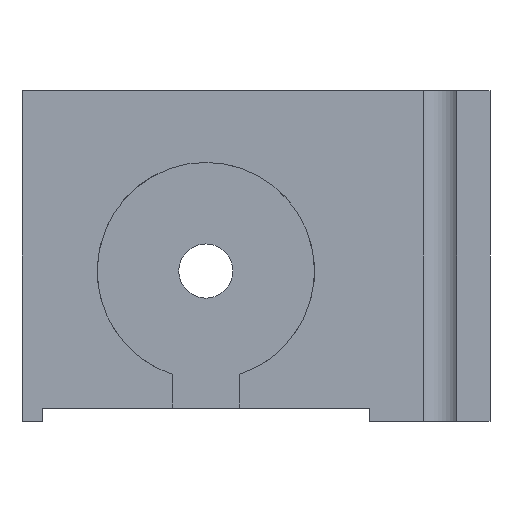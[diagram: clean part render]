
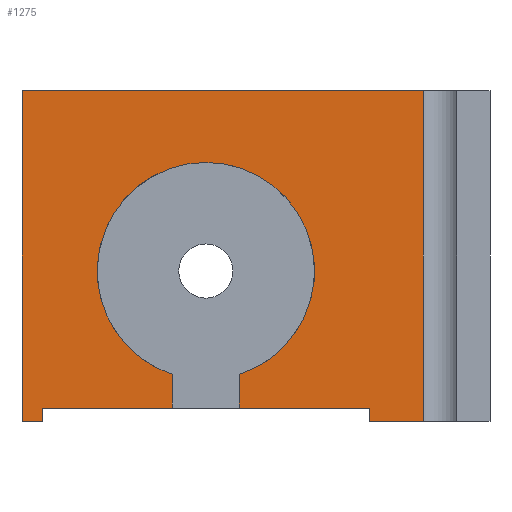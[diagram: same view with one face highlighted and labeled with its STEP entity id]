
A CAD part, left-side view. The second image highlights one B-rep face of the part: STEP entity #1275.
In plain terms, the highlighted planar face has unit normal (-1, 0, 0).
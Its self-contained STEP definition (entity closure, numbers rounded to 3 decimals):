
#72 = LINE ( 'NONE', #1081, #694 ) ;
#119 = LINE ( 'NONE', #1490, #1698 ) ;
#164 = EDGE_CURVE ( 'NONE', #4290, #1356, #119, .T. ) ;
#265 = CARTESIAN_POINT ( 'NONE',  ( -8.5, -42.5, 0. ) ) ;
#308 = DIRECTION ( 'NONE',  ( 0., 1., 0. ) ) ;
#369 = DIRECTION ( 'NONE',  ( 0., 0., -1. ) ) ;
#415 = EDGE_CURVE ( 'NONE', #1783, #3959, #552, .T. ) ;
#487 = VECTOR ( 'NONE', #2325, 1000. ) ;
#491 = VECTOR ( 'NONE', #577, 1000. ) ;
#505 = DIRECTION ( 'NONE',  ( 0., 0., 1. ) ) ;
#536 = CARTESIAN_POINT ( 'NONE',  ( -8.5, 5., 7.038 ) ) ;
#540 = ORIENTED_EDGE ( 'NONE', *, *, #1154, .F. ) ;
#541 = CARTESIAN_POINT ( 'NONE',  ( -8.5, -32.5, 49.5 ) ) ;
#552 = LINE ( 'NONE', #1871, #491 ) ;
#577 = DIRECTION ( 'NONE',  ( 0., 0., 1. ) ) ;
#694 = VECTOR ( 'NONE', #308, 1000. ) ;
#729 = VERTEX_POINT ( 'NONE', #541 ) ;
#824 = EDGE_CURVE ( 'NONE', #3148, #1157, #2378, .T. ) ;
#846 = DIRECTION ( 'NONE',  ( 0., 0., -1. ) ) ;
#858 = EDGE_CURVE ( 'NONE', #3080, #2454, #3583, .T. ) ;
#922 = AXIS2_PLACEMENT_3D ( 'NONE', #2921, #3283, #846 ) ;
#990 = CIRCLE ( 'NONE', #3733, 16.25 ) ;
#1007 = CARTESIAN_POINT ( 'NONE',  ( -8.5, 24.5, 2. ) ) ;
#1010 = ORIENTED_EDGE ( 'NONE', *, *, #415, .F. ) ;
#1046 = CARTESIAN_POINT ( 'NONE',  ( -8.5, 0., 22.5 ) ) ;
#1064 = CARTESIAN_POINT ( 'NONE',  ( -8.5, 24.5, 2. ) ) ;
#1078 = EDGE_CURVE ( 'NONE', #729, #1553, #4056, .T. ) ;
#1081 = CARTESIAN_POINT ( 'NONE',  ( -8.5, 24.5, 2. ) ) ;
#1154 = EDGE_CURVE ( 'NONE', #3959, #2064, #990, .T. ) ;
#1157 = VERTEX_POINT ( 'NONE', #3717 ) ;
#1228 = CARTESIAN_POINT ( 'NONE',  ( -8.5, -5., 7.038 ) ) ;
#1275 = ADVANCED_FACE ( 'NONE', ( #2236 ), #4274, .F. ) ;
#1356 = VERTEX_POINT ( 'NONE', #3645 ) ;
#1425 = CARTESIAN_POINT ( 'NONE',  ( -8.5, -42.5, 0. ) ) ;
#1445 = CARTESIAN_POINT ( 'NONE',  ( -8.5, 27.5, 0. ) ) ;
#1490 = CARTESIAN_POINT ( 'NONE',  ( -8.5, 27.5, 0. ) ) ;
#1504 = DIRECTION ( 'NONE',  ( 0., 1., 0. ) ) ;
#1553 = VERTEX_POINT ( 'NONE', #1751 ) ;
#1615 = CARTESIAN_POINT ( 'NONE',  ( -8.5, 0., 22.5 ) ) ;
#1685 = VERTEX_POINT ( 'NONE', #536 ) ;
#1698 = VECTOR ( 'NONE', #2873, 1000. ) ;
#1713 = CARTESIAN_POINT ( 'NONE',  ( -8.5, 5., 2. ) ) ;
#1751 = CARTESIAN_POINT ( 'NONE',  ( -8.5, -32.5, 0. ) ) ;
#1783 = VERTEX_POINT ( 'NONE', #3986 ) ;
#1870 = EDGE_CURVE ( 'NONE', #1356, #729, #3018, .T. ) ;
#1871 = CARTESIAN_POINT ( 'NONE',  ( -8.5, -5., 7.038 ) ) ;
#1889 = ORIENTED_EDGE ( 'NONE', *, *, #3201, .F. ) ;
#1910 = VECTOR ( 'NONE', #2846, 1000. ) ;
#1991 = DIRECTION ( 'NONE',  ( 0., 0., -1. ) ) ;
#1999 = ORIENTED_EDGE ( 'NONE', *, *, #3480, .T. ) ;
#2064 = VERTEX_POINT ( 'NONE', #2829 ) ;
#2126 = VECTOR ( 'NONE', #1504, 1000. ) ;
#2136 = ORIENTED_EDGE ( 'NONE', *, *, #164, .F. ) ;
#2175 = CARTESIAN_POINT ( 'NONE',  ( -8.5, -24.5, 2. ) ) ;
#2236 = FACE_OUTER_BOUND ( 'NONE', #3531, .T. ) ;
#2245 = ORIENTED_EDGE ( 'NONE', *, *, #1078, .F. ) ;
#2321 = CIRCLE ( 'NONE', #4346, 16.25 ) ;
#2325 = DIRECTION ( 'NONE',  ( 0., -1., 0. ) ) ;
#2338 = ORIENTED_EDGE ( 'NONE', *, *, #4409, .F. ) ;
#2378 = LINE ( 'NONE', #2401, #3881 ) ;
#2397 = CARTESIAN_POINT ( 'NONE',  ( -8.5, -32.5, 49.5 ) ) ;
#2401 = CARTESIAN_POINT ( 'NONE',  ( -8.5, -24.5, 2. ) ) ;
#2454 = VERTEX_POINT ( 'NONE', #4178 ) ;
#2455 = ORIENTED_EDGE ( 'NONE', *, *, #858, .F. ) ;
#2539 = CARTESIAN_POINT ( 'NONE',  ( -8.5, 5., 2. ) ) ;
#2680 = DIRECTION ( 'NONE',  ( -1., 0., 0. ) ) ;
#2728 = ORIENTED_EDGE ( 'NONE', *, *, #3317, .F. ) ;
#2752 = VERTEX_POINT ( 'NONE', #2539 ) ;
#2762 = ORIENTED_EDGE ( 'NONE', *, *, #1870, .F. ) ;
#2812 = LINE ( 'NONE', #1713, #3650 ) ;
#2829 = CARTESIAN_POINT ( 'NONE',  ( -8.5, 0., 38.75 ) ) ;
#2846 = DIRECTION ( 'NONE',  ( 0., -1., 0. ) ) ;
#2873 = DIRECTION ( 'NONE',  ( 0., 0., 1. ) ) ;
#2893 = EDGE_CURVE ( 'NONE', #1685, #2752, #2812, .T. ) ;
#2921 = CARTESIAN_POINT ( 'NONE',  ( -8.5, -42.5, 49.5 ) ) ;
#2944 = ORIENTED_EDGE ( 'NONE', *, *, #824, .T. ) ;
#2989 = ORIENTED_EDGE ( 'NONE', *, *, #2893, .F. ) ;
#3018 = LINE ( 'NONE', #4389, #487 ) ;
#3023 = DIRECTION ( 'NONE',  ( 0., 0., 1. ) ) ;
#3080 = VERTEX_POINT ( 'NONE', #1007 ) ;
#3148 = VERTEX_POINT ( 'NONE', #2175 ) ;
#3201 = EDGE_CURVE ( 'NONE', #2752, #3080, #3818, .T. ) ;
#3221 = CARTESIAN_POINT ( 'NONE',  ( -8.5, 24.5, 2. ) ) ;
#3283 = DIRECTION ( 'NONE',  ( 1., 0., 0. ) ) ;
#3315 = LINE ( 'NONE', #265, #3722 ) ;
#3317 = EDGE_CURVE ( 'NONE', #3148, #1783, #72, .T. ) ;
#3376 = VECTOR ( 'NONE', #1991, 1000. ) ;
#3430 = DIRECTION ( 'NONE',  ( 0., 0., -1. ) ) ;
#3480 = EDGE_CURVE ( 'NONE', #4290, #2454, #3315, .T. ) ;
#3531 = EDGE_LOOP ( 'NONE', ( #2136, #1999, #2455, #1889, #2989, #2338, #540, #1010, #2728, #2944, #4210, #2245, #2762 ) ) ;
#3583 = LINE ( 'NONE', #3221, #4379 ) ;
#3645 = CARTESIAN_POINT ( 'NONE',  ( -8.5, 27.5, 49.5 ) ) ;
#3650 = VECTOR ( 'NONE', #369, 1000. ) ;
#3717 = CARTESIAN_POINT ( 'NONE',  ( -8.5, -24.5, 0. ) ) ;
#3722 = VECTOR ( 'NONE', #4057, 1000. ) ;
#3733 = AXIS2_PLACEMENT_3D ( 'NONE', #1046, #2680, #3023 ) ;
#3818 = LINE ( 'NONE', #1064, #2126 ) ;
#3832 = DIRECTION ( 'NONE',  ( 0., 0., -1. ) ) ;
#3881 = VECTOR ( 'NONE', #3430, 1000. ) ;
#3929 = DIRECTION ( 'NONE',  ( -1., 0., 0. ) ) ;
#3959 = VERTEX_POINT ( 'NONE', #1228 ) ;
#3986 = CARTESIAN_POINT ( 'NONE',  ( -8.5, -5., 2. ) ) ;
#4056 = LINE ( 'NONE', #2397, #3376 ) ;
#4057 = DIRECTION ( 'NONE',  ( 0., -1., 0. ) ) ;
#4178 = CARTESIAN_POINT ( 'NONE',  ( -8.5, 24.5, 0. ) ) ;
#4182 = LINE ( 'NONE', #1425, #1910 ) ;
#4190 = EDGE_CURVE ( 'NONE', #1157, #1553, #4182, .T. ) ;
#4210 = ORIENTED_EDGE ( 'NONE', *, *, #4190, .T. ) ;
#4274 = PLANE ( 'NONE',  #922 ) ;
#4290 = VERTEX_POINT ( 'NONE', #1445 ) ;
#4346 = AXIS2_PLACEMENT_3D ( 'NONE', #1615, #3929, #505 ) ;
#4379 = VECTOR ( 'NONE', #3832, 1000. ) ;
#4389 = CARTESIAN_POINT ( 'NONE',  ( -8.5, -42.5, 49.5 ) ) ;
#4409 = EDGE_CURVE ( 'NONE', #2064, #1685, #2321, .T. ) ;
